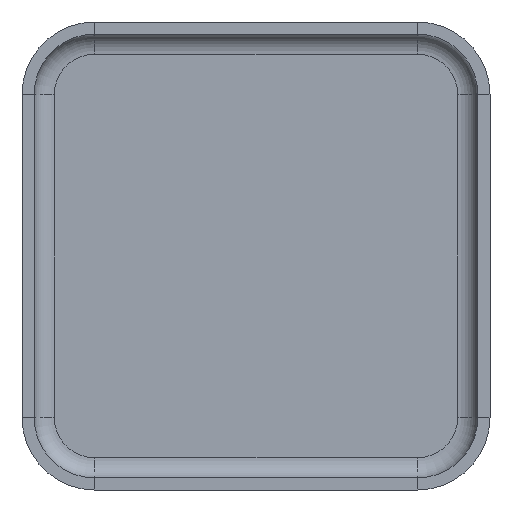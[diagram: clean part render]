
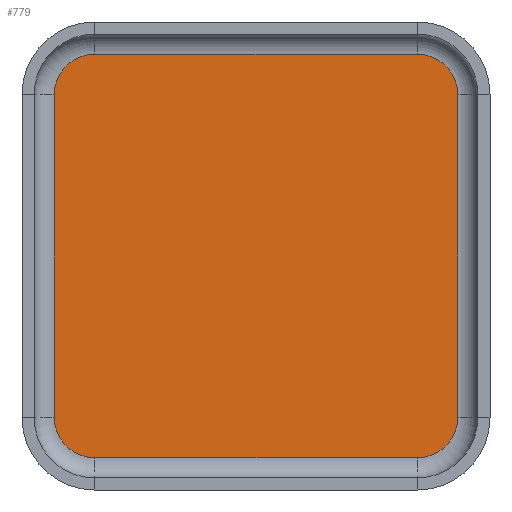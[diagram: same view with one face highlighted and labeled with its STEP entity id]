
A CAD part, front view. The second image highlights one B-rep face of the part: STEP entity #779.
In plain terms, the highlighted planar face has unit normal (0, -1, 0).
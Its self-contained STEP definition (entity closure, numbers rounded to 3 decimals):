
#9 = VERTEX_POINT ( 'NONE', #317 ) ;
#17 = VECTOR ( 'NONE', #627, 1000. ) ;
#23 = EDGE_CURVE ( 'NONE', #588, #1056, #778, .T. ) ;
#30 = VERTEX_POINT ( 'NONE', #570 ) ;
#40 = CARTESIAN_POINT ( 'NONE',  ( -4., 0., 5. ) ) ;
#41 = CIRCLE ( 'NONE', #1020, 1. ) ;
#43 = EDGE_CURVE ( 'NONE', #9, #383, #1004, .T. ) ;
#77 = CARTESIAN_POINT ( 'NONE',  ( 4., 0., -4. ) ) ;
#79 = CARTESIAN_POINT ( 'NONE',  ( -5., 0., 0. ) ) ;
#81 = EDGE_CURVE ( 'NONE', #436, #222, #41, .T. ) ;
#151 = ORIENTED_EDGE ( 'NONE', *, *, #647, .T. ) ;
#164 = VERTEX_POINT ( 'NONE', #562 ) ;
#184 = DIRECTION ( 'NONE',  ( 0., 1., 0. ) ) ;
#201 = ORIENTED_EDGE ( 'NONE', *, *, #997, .T. ) ;
#222 = VERTEX_POINT ( 'NONE', #40 ) ;
#228 = DIRECTION ( 'NONE',  ( -1., 0., 0. ) ) ;
#274 = CARTESIAN_POINT ( 'NONE',  ( 4., 0., 5. ) ) ;
#317 = CARTESIAN_POINT ( 'NONE',  ( 5., 0., 4. ) ) ;
#336 = DIRECTION ( 'NONE',  ( 0., -1., 0. ) ) ;
#360 = CARTESIAN_POINT ( 'NONE',  ( 4., 0., 5. ) ) ;
#370 = AXIS2_PLACEMENT_3D ( 'NONE', #909, #184, #1069 ) ;
#379 = DIRECTION ( 'NONE',  ( 0., -1., 0. ) ) ;
#382 = DIRECTION ( 'NONE',  ( -1., 0., 0. ) ) ;
#383 = VERTEX_POINT ( 'NONE', #360 ) ;
#389 = ORIENTED_EDGE ( 'NONE', *, *, #705, .T. ) ;
#401 = FACE_OUTER_BOUND ( 'NONE', #857, .T. ) ;
#413 = DIRECTION ( 'NONE',  ( 0., 0., -1. ) ) ;
#436 = VERTEX_POINT ( 'NONE', #1107 ) ;
#458 = VECTOR ( 'NONE', #617, 1000. ) ;
#476 = CARTESIAN_POINT ( 'NONE',  ( 4., 0., -5. ) ) ;
#485 = CARTESIAN_POINT ( 'NONE',  ( -4., 0., 4. ) ) ;
#518 = EDGE_CURVE ( 'NONE', #9, #164, #738, .T. ) ;
#549 = LINE ( 'NONE', #274, #17 ) ;
#562 = CARTESIAN_POINT ( 'NONE',  ( 5., 0., -4. ) ) ;
#570 = CARTESIAN_POINT ( 'NONE',  ( -5., 0., -4. ) ) ;
#588 = VERTEX_POINT ( 'NONE', #981 ) ;
#602 = ORIENTED_EDGE ( 'NONE', *, *, #918, .F. ) ;
#617 = DIRECTION ( 'NONE',  ( 0., 0., -1. ) ) ;
#627 = DIRECTION ( 'NONE',  ( -1., 0., 0. ) ) ;
#647 = EDGE_CURVE ( 'NONE', #383, #222, #549, .T. ) ;
#677 = CARTESIAN_POINT ( 'NONE',  ( 4., 0., 4. ) ) ;
#705 = EDGE_CURVE ( 'NONE', #436, #30, #1164, .T. ) ;
#706 = CARTESIAN_POINT ( 'NONE',  ( 5., 0., 0. ) ) ;
#736 = AXIS2_PLACEMENT_3D ( 'NONE', #77, #336, #903 ) ;
#738 = LINE ( 'NONE', #706, #770 ) ;
#739 = CIRCLE ( 'NONE', #939, 1. ) ;
#764 = CARTESIAN_POINT ( 'NONE',  ( -4., 0., -4. ) ) ;
#769 = DIRECTION ( 'NONE',  ( 0., -1., 0. ) ) ;
#770 = VECTOR ( 'NONE', #413, 1000. ) ;
#777 = DIRECTION ( 'NONE',  ( 0., 1., 0. ) ) ;
#778 = LINE ( 'NONE', #476, #974 ) ;
#779 = ADVANCED_FACE ( 'NONE', ( #401 ), #895, .T. ) ;
#812 = ORIENTED_EDGE ( 'NONE', *, *, #518, .F. ) ;
#840 = AXIS2_PLACEMENT_3D ( 'NONE', #677, #769, #1024 ) ;
#857 = EDGE_LOOP ( 'NONE', ( #1026, #602, #812, #1098, #151, #859, #389, #201 ) ) ;
#859 = ORIENTED_EDGE ( 'NONE', *, *, #81, .F. ) ;
#895 = PLANE ( 'NONE',  #736 ) ;
#903 = DIRECTION ( 'NONE',  ( 0., 0., -1. ) ) ;
#909 = CARTESIAN_POINT ( 'NONE',  ( 4., 0., -4. ) ) ;
#918 = EDGE_CURVE ( 'NONE', #164, #588, #1010, .T. ) ;
#939 = AXIS2_PLACEMENT_3D ( 'NONE', #764, #379, #1106 ) ;
#974 = VECTOR ( 'NONE', #382, 1000. ) ;
#981 = CARTESIAN_POINT ( 'NONE',  ( 4., 0., -5. ) ) ;
#997 = EDGE_CURVE ( 'NONE', #30, #1056, #739, .T. ) ;
#1004 = CIRCLE ( 'NONE', #840, 1. ) ;
#1007 = CARTESIAN_POINT ( 'NONE',  ( -4., 0., -5. ) ) ;
#1010 = CIRCLE ( 'NONE', #370, 1. ) ;
#1020 = AXIS2_PLACEMENT_3D ( 'NONE', #485, #777, #228 ) ;
#1024 = DIRECTION ( 'NONE',  ( 1., 0., 0. ) ) ;
#1026 = ORIENTED_EDGE ( 'NONE', *, *, #23, .F. ) ;
#1056 = VERTEX_POINT ( 'NONE', #1007 ) ;
#1069 = DIRECTION ( 'NONE',  ( 1., 0., 0. ) ) ;
#1098 = ORIENTED_EDGE ( 'NONE', *, *, #43, .T. ) ;
#1106 = DIRECTION ( 'NONE',  ( -1., 0., 0. ) ) ;
#1107 = CARTESIAN_POINT ( 'NONE',  ( -5., 0., 4. ) ) ;
#1164 = LINE ( 'NONE', #79, #458 ) ;
